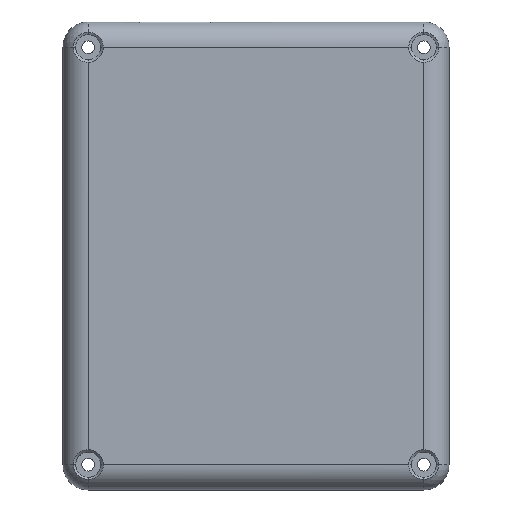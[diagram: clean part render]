
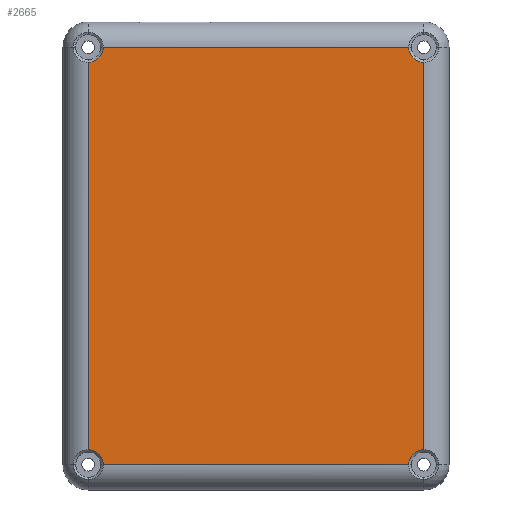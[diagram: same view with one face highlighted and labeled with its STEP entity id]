
A CAD part, top view. The second image highlights one B-rep face of the part: STEP entity #2665.
In plain terms, the highlighted planar face has unit normal (0, 0, 1).
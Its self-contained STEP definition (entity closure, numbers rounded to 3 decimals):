
#187=LINE('',#4386,#396);
#189=LINE('',#4404,#398);
#190=LINE('',#4408,#399);
#191=LINE('',#4412,#400);
#396=VECTOR('',#3303,10.);
#398=VECTOR('',#3311,10.);
#399=VECTOR('',#3314,10.);
#400=VECTOR('',#3317,10.);
#553=PLANE('',#2883);
#641=FACE_OUTER_BOUND('',#809,.T.);
#809=EDGE_LOOP('',(#2041,#2042,#2043,#2044,#2045,#2046,#2047,#2048));
#1039=CIRCLE('',#2875,3.);
#1045=CIRCLE('',#2884,3.);
#1046=CIRCLE('',#2885,3.);
#1047=CIRCLE('',#2886,3.);
#1219=VERTEX_POINT('',#4254);
#1220=VERTEX_POINT('',#4256);
#1226=VERTEX_POINT('',#4385);
#1230=VERTEX_POINT('',#4403);
#1231=VERTEX_POINT('',#4405);
#1232=VERTEX_POINT('',#4407);
#1233=VERTEX_POINT('',#4409);
#1234=VERTEX_POINT('',#4411);
#1511=EDGE_CURVE('',#1219,#1220,#1039,.T.);
#1522=EDGE_CURVE('',#1220,#1226,#187,.T.);
#1527=EDGE_CURVE('',#1230,#1219,#189,.T.);
#1528=EDGE_CURVE('',#1231,#1230,#1045,.T.);
#1529=EDGE_CURVE('',#1232,#1231,#190,.T.);
#1530=EDGE_CURVE('',#1233,#1232,#1046,.T.);
#1531=EDGE_CURVE('',#1234,#1233,#191,.T.);
#1532=EDGE_CURVE('',#1226,#1234,#1047,.T.);
#2041=ORIENTED_EDGE('',*,*,#1511,.F.);
#2042=ORIENTED_EDGE('',*,*,#1527,.F.);
#2043=ORIENTED_EDGE('',*,*,#1528,.F.);
#2044=ORIENTED_EDGE('',*,*,#1529,.F.);
#2045=ORIENTED_EDGE('',*,*,#1530,.F.);
#2046=ORIENTED_EDGE('',*,*,#1531,.F.);
#2047=ORIENTED_EDGE('',*,*,#1532,.F.);
#2048=ORIENTED_EDGE('',*,*,#1522,.F.);
#2665=ADVANCED_FACE('',(#641),#553,.T.);
#2875=AXIS2_PLACEMENT_3D('',#4257,#3288,#3289);
#2883=AXIS2_PLACEMENT_3D('',#4402,#3309,#3310);
#2884=AXIS2_PLACEMENT_3D('',#4406,#3312,#3313);
#2885=AXIS2_PLACEMENT_3D('',#4410,#3315,#3316);
#2886=AXIS2_PLACEMENT_3D('',#4413,#3318,#3319);
#3288=DIRECTION('center_axis',(0.,0.,1.));
#3289=DIRECTION('ref_axis',(1.,0.,0.));
#3303=DIRECTION('',(0.,1.,0.));
#3309=DIRECTION('center_axis',(0.,0.,1.));
#3310=DIRECTION('ref_axis',(0.,1.,0.));
#3311=DIRECTION('',(-1.,0.,0.));
#3312=DIRECTION('center_axis',(0.,0.,1.));
#3313=DIRECTION('ref_axis',(-1.,0.,0.));
#3314=DIRECTION('',(0.,-1.,0.));
#3315=DIRECTION('center_axis',(0.,0.,1.));
#3316=DIRECTION('ref_axis',(-1.,0.,0.));
#3317=DIRECTION('',(1.,0.,0.));
#3318=DIRECTION('center_axis',(0.,0.,1.));
#3319=DIRECTION('ref_axis',(1.,0.,0.));
#4254=CARTESIAN_POINT('',(-58.65,-12.5,17.5));
#4256=CARTESIAN_POINT('',(-61.65,-9.5,17.5));
#4257=CARTESIAN_POINT('Origin',(-61.65,-12.5,17.5));
#4385=CARTESIAN_POINT('',(-61.65,67.399,17.5));
#4386=CARTESIAN_POINT('',(-61.65,5.725,17.5));
#4402=CARTESIAN_POINT('Origin',(10.,-17.5,17.5));
#4403=CARTESIAN_POINT('',(2.,-12.5,17.5));
#4404=CARTESIAN_POINT('',(10.,-12.5,17.5));
#4405=CARTESIAN_POINT('',(5.,-9.5,17.5));
#4406=CARTESIAN_POINT('Origin',(5.,-12.5,17.5));
#4407=CARTESIAN_POINT('',(5.,67.399,17.5));
#4408=CARTESIAN_POINT('',(5.,5.725,17.5));
#4409=CARTESIAN_POINT('',(2.,70.399,17.5));
#4410=CARTESIAN_POINT('Origin',(5.,70.399,17.5));
#4411=CARTESIAN_POINT('',(-58.65,70.399,17.5));
#4412=CARTESIAN_POINT('',(10.,70.399,17.5));
#4413=CARTESIAN_POINT('Origin',(-61.65,70.399,17.5));
